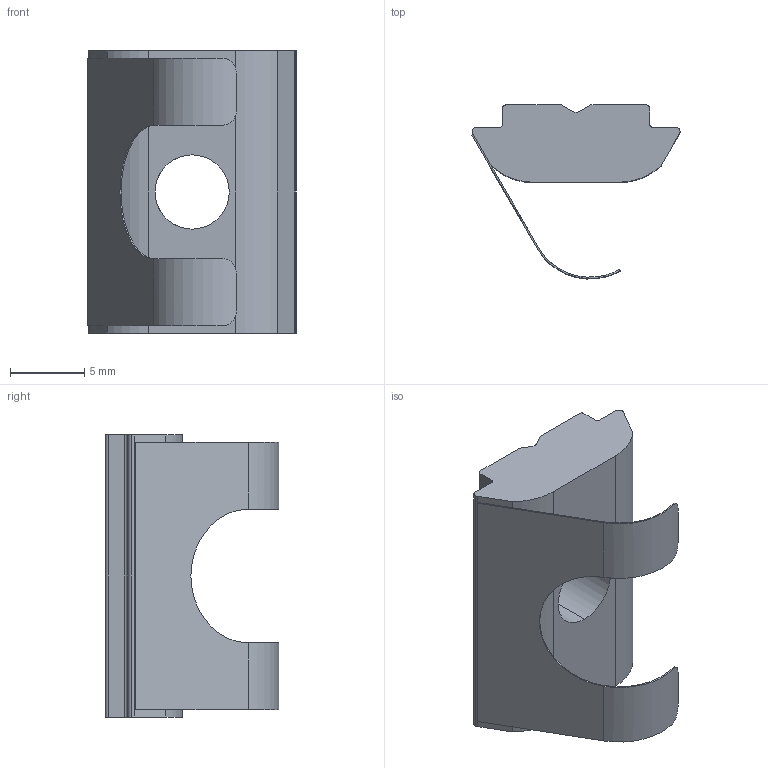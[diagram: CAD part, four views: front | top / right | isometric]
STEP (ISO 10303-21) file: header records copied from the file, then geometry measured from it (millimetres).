
FILE_DESCRIPTION(('STEP AP203'),'1');
FILE_NAME('fath_096166f.stp','2021-11-24T08:01:40',('TraceParts'),('TraceParts S.A.'),'Spatial InterOp 3D',' ',' ');
FILE_SCHEMA(('CONFIG_CONTROL_DESIGN'));
Length unit declared in the file: millimetre
Products named in the file (1): 1
Bounding box: 14.02 x 11.69 x 19 mm (x, y, z)
Volume: 1029.3 mm3; surface area: 1100.2 mm2
Topology: 1 solids, 1 shells, 50 faces, 143 edges, 94 vertices
Faces by surface type: cylinder 25, plane 25
Entity records: 1747 total; most frequent: CARTESIAN_POINT 396, ORIENTED_EDGE 286, DIRECTION 265, EDGE_CURVE 143, VERTEX_POINT 94, AXIS2_PLACEMENT_3D 91, LINE 83, VECTOR 83
